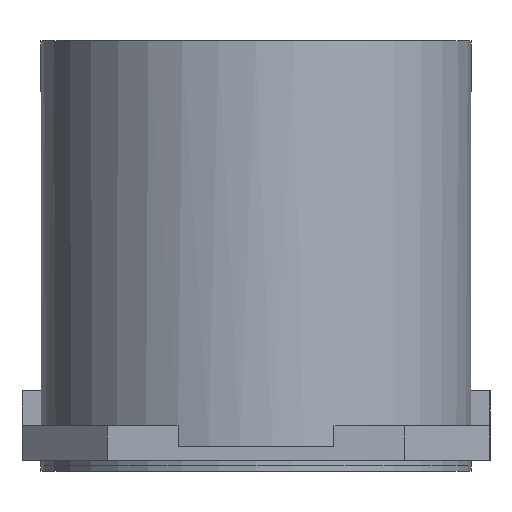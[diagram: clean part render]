
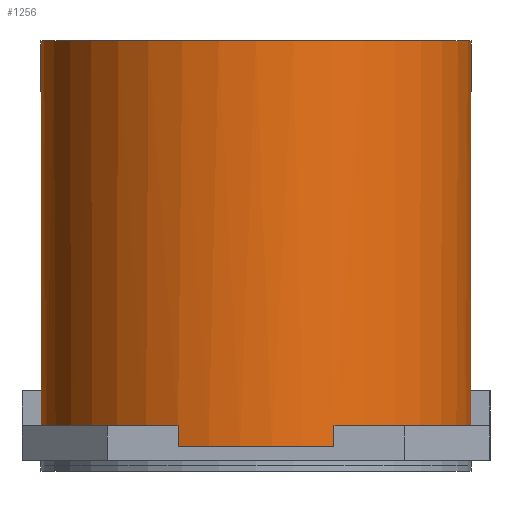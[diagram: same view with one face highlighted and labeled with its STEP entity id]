
A CAD part, left-side view. The second image highlights one B-rep face of the part: STEP entity #1256.
In plain terms, the highlighted cylindrical face has radius 3.125 mm (diameter 6.25 mm), a full revolution.
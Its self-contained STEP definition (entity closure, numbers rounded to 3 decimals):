
#1256 = ADVANCED_FACE('',(#1257),#1420,.T.);
#1257 = FACE_BOUND('',#1258,.T.);
#1258 = EDGE_LOOP('',(#1259,#1270,#1278,#1285,#1286,#1295,#1303,#1312,
    #1320,#1329,#1337,#1346,#1354,#1363,#1371,#1380,#1388,#1397,#1405,
    #1414));
#1259 = ORIENTED_EDGE('',*,*,#1260,.T.);
#1260 = EDGE_CURVE('',#1261,#1263,#1265,.T.);
#1261 = VERTEX_POINT('',#1262);
#1262 = CARTESIAN_POINT('',(2.912,-1.133,0.203));
#1263 = VERTEX_POINT('',#1264);
#1264 = CARTESIAN_POINT('',(3.125,0.,0.203));
#1265 = CIRCLE('',#1266,3.125);
#1266 = AXIS2_PLACEMENT_3D('',#1267,#1268,#1269);
#1267 = CARTESIAN_POINT('',(0.,0.,0.203));
#1268 = DIRECTION('',(0.,0.,1.));
#1269 = DIRECTION('',(1.,0.,-0.));
#1270 = ORIENTED_EDGE('',*,*,#1271,.T.);
#1271 = EDGE_CURVE('',#1263,#1272,#1274,.T.);
#1272 = VERTEX_POINT('',#1273);
#1273 = CARTESIAN_POINT('',(3.125,0.,6.099));
#1274 = LINE('',#1275,#1276);
#1275 = CARTESIAN_POINT('',(3.125,0.,-0.151));
#1276 = VECTOR('',#1277,1.);
#1277 = DIRECTION('',(0.,0.,1.));
#1278 = ORIENTED_EDGE('',*,*,#1279,.F.);
#1279 = EDGE_CURVE('',#1272,#1272,#1280,.T.);
#1280 = CIRCLE('',#1281,3.125);
#1281 = AXIS2_PLACEMENT_3D('',#1282,#1283,#1284);
#1282 = CARTESIAN_POINT('',(0.,0.,6.099));
#1283 = DIRECTION('',(0.,0.,1.));
#1284 = DIRECTION('',(1.,0.,-0.));
#1285 = ORIENTED_EDGE('',*,*,#1271,.F.);
#1286 = ORIENTED_EDGE('',*,*,#1287,.T.);
#1287 = EDGE_CURVE('',#1263,#1288,#1290,.T.);
#1288 = VERTEX_POINT('',#1289);
#1289 = CARTESIAN_POINT('',(2.912,1.133,0.203));
#1290 = CIRCLE('',#1291,3.125);
#1291 = AXIS2_PLACEMENT_3D('',#1292,#1293,#1294);
#1292 = CARTESIAN_POINT('',(0.,0.,0.203));
#1293 = DIRECTION('',(0.,0.,1.));
#1294 = DIRECTION('',(1.,0.,-0.));
#1295 = ORIENTED_EDGE('',*,*,#1296,.T.);
#1296 = EDGE_CURVE('',#1288,#1297,#1299,.T.);
#1297 = VERTEX_POINT('',#1298);
#1298 = CARTESIAN_POINT('',(2.912,1.133,1.017));
#1299 = LINE('',#1300,#1301);
#1300 = CARTESIAN_POINT('',(2.912,1.133,0.203));
#1301 = VECTOR('',#1302,1.);
#1302 = DIRECTION('',(0.,0.,1.));
#1303 = ORIENTED_EDGE('',*,*,#1304,.T.);
#1304 = EDGE_CURVE('',#1297,#1305,#1307,.T.);
#1305 = VERTEX_POINT('',#1306);
#1306 = CARTESIAN_POINT('',(1.133,2.912,1.017));
#1307 = CIRCLE('',#1308,3.125);
#1308 = AXIS2_PLACEMENT_3D('',#1309,#1310,#1311);
#1309 = CARTESIAN_POINT('',(0.,0.,1.017));
#1310 = DIRECTION('',(0.,0.,1.));
#1311 = DIRECTION('',(1.,0.,-0.));
#1312 = ORIENTED_EDGE('',*,*,#1313,.F.);
#1313 = EDGE_CURVE('',#1314,#1305,#1316,.T.);
#1314 = VERTEX_POINT('',#1315);
#1315 = CARTESIAN_POINT('',(1.133,2.912,0.203));
#1316 = LINE('',#1317,#1318);
#1317 = CARTESIAN_POINT('',(1.133,2.912,0.203));
#1318 = VECTOR('',#1319,1.);
#1319 = DIRECTION('',(0.,0.,1.));
#1320 = ORIENTED_EDGE('',*,*,#1321,.T.);
#1321 = EDGE_CURVE('',#1314,#1322,#1324,.T.);
#1322 = VERTEX_POINT('',#1323);
#1323 = CARTESIAN_POINT('',(-1.133,2.912,0.203));
#1324 = CIRCLE('',#1325,3.125);
#1325 = AXIS2_PLACEMENT_3D('',#1326,#1327,#1328);
#1326 = CARTESIAN_POINT('',(0.,0.,0.203));
#1327 = DIRECTION('',(0.,0.,1.));
#1328 = DIRECTION('',(1.,0.,-0.));
#1329 = ORIENTED_EDGE('',*,*,#1330,.T.);
#1330 = EDGE_CURVE('',#1322,#1331,#1333,.T.);
#1331 = VERTEX_POINT('',#1332);
#1332 = CARTESIAN_POINT('',(-1.133,2.912,0.508));
#1333 = LINE('',#1334,#1335);
#1334 = CARTESIAN_POINT('',(-1.133,2.912,0.203));
#1335 = VECTOR('',#1336,1.);
#1336 = DIRECTION('',(0.,0.,1.));
#1337 = ORIENTED_EDGE('',*,*,#1338,.T.);
#1338 = EDGE_CURVE('',#1331,#1339,#1341,.T.);
#1339 = VERTEX_POINT('',#1340);
#1340 = CARTESIAN_POINT('',(-2.912,1.133,0.508));
#1341 = CIRCLE('',#1342,3.125);
#1342 = AXIS2_PLACEMENT_3D('',#1343,#1344,#1345);
#1343 = CARTESIAN_POINT('',(0.,0.,0.508));
#1344 = DIRECTION('',(0.,0.,1.));
#1345 = DIRECTION('',(1.,0.,-0.));
#1346 = ORIENTED_EDGE('',*,*,#1347,.F.);
#1347 = EDGE_CURVE('',#1348,#1339,#1350,.T.);
#1348 = VERTEX_POINT('',#1349);
#1349 = CARTESIAN_POINT('',(-2.912,1.133,0.203));
#1350 = LINE('',#1351,#1352);
#1351 = CARTESIAN_POINT('',(-2.912,1.133,0.203));
#1352 = VECTOR('',#1353,1.);
#1353 = DIRECTION('',(0.,0.,1.));
#1354 = ORIENTED_EDGE('',*,*,#1355,.T.);
#1355 = EDGE_CURVE('',#1348,#1356,#1358,.T.);
#1356 = VERTEX_POINT('',#1357);
#1357 = CARTESIAN_POINT('',(-2.912,-1.133,0.203));
#1358 = CIRCLE('',#1359,3.125);
#1359 = AXIS2_PLACEMENT_3D('',#1360,#1361,#1362);
#1360 = CARTESIAN_POINT('',(0.,0.,0.203));
#1361 = DIRECTION('',(0.,0.,1.));
#1362 = DIRECTION('',(1.,0.,-0.));
#1363 = ORIENTED_EDGE('',*,*,#1364,.T.);
#1364 = EDGE_CURVE('',#1356,#1365,#1367,.T.);
#1365 = VERTEX_POINT('',#1366);
#1366 = CARTESIAN_POINT('',(-2.912,-1.133,0.508));
#1367 = LINE('',#1368,#1369);
#1368 = CARTESIAN_POINT('',(-2.912,-1.133,0.203));
#1369 = VECTOR('',#1370,1.);
#1370 = DIRECTION('',(0.,0.,1.));
#1371 = ORIENTED_EDGE('',*,*,#1372,.T.);
#1372 = EDGE_CURVE('',#1365,#1373,#1375,.T.);
#1373 = VERTEX_POINT('',#1374);
#1374 = CARTESIAN_POINT('',(-1.133,-2.912,0.508));
#1375 = CIRCLE('',#1376,3.125);
#1376 = AXIS2_PLACEMENT_3D('',#1377,#1378,#1379);
#1377 = CARTESIAN_POINT('',(0.,0.,0.508));
#1378 = DIRECTION('',(0.,0.,1.));
#1379 = DIRECTION('',(1.,0.,-0.));
#1380 = ORIENTED_EDGE('',*,*,#1381,.F.);
#1381 = EDGE_CURVE('',#1382,#1373,#1384,.T.);
#1382 = VERTEX_POINT('',#1383);
#1383 = CARTESIAN_POINT('',(-1.133,-2.912,0.203));
#1384 = LINE('',#1385,#1386);
#1385 = CARTESIAN_POINT('',(-1.133,-2.912,0.203));
#1386 = VECTOR('',#1387,1.);
#1387 = DIRECTION('',(0.,0.,1.));
#1388 = ORIENTED_EDGE('',*,*,#1389,.T.);
#1389 = EDGE_CURVE('',#1382,#1390,#1392,.T.);
#1390 = VERTEX_POINT('',#1391);
#1391 = CARTESIAN_POINT('',(1.133,-2.912,0.203));
#1392 = CIRCLE('',#1393,3.125);
#1393 = AXIS2_PLACEMENT_3D('',#1394,#1395,#1396);
#1394 = CARTESIAN_POINT('',(0.,0.,0.203));
#1395 = DIRECTION('',(0.,0.,1.));
#1396 = DIRECTION('',(1.,0.,-0.));
#1397 = ORIENTED_EDGE('',*,*,#1398,.T.);
#1398 = EDGE_CURVE('',#1390,#1399,#1401,.T.);
#1399 = VERTEX_POINT('',#1400);
#1400 = CARTESIAN_POINT('',(1.133,-2.912,1.017));
#1401 = LINE('',#1402,#1403);
#1402 = CARTESIAN_POINT('',(1.133,-2.912,0.203));
#1403 = VECTOR('',#1404,1.);
#1404 = DIRECTION('',(0.,0.,1.));
#1405 = ORIENTED_EDGE('',*,*,#1406,.T.);
#1406 = EDGE_CURVE('',#1399,#1407,#1409,.T.);
#1407 = VERTEX_POINT('',#1408);
#1408 = CARTESIAN_POINT('',(2.912,-1.133,1.017));
#1409 = CIRCLE('',#1410,3.125);
#1410 = AXIS2_PLACEMENT_3D('',#1411,#1412,#1413);
#1411 = CARTESIAN_POINT('',(0.,0.,1.017));
#1412 = DIRECTION('',(0.,0.,1.));
#1413 = DIRECTION('',(1.,0.,-0.));
#1414 = ORIENTED_EDGE('',*,*,#1415,.F.);
#1415 = EDGE_CURVE('',#1261,#1407,#1416,.T.);
#1416 = LINE('',#1417,#1418);
#1417 = CARTESIAN_POINT('',(2.912,-1.133,0.203));
#1418 = VECTOR('',#1419,1.);
#1419 = DIRECTION('',(0.,0.,1.));
#1420 = CYLINDRICAL_SURFACE('',#1421,3.125);
#1421 = AXIS2_PLACEMENT_3D('',#1422,#1423,#1424);
#1422 = CARTESIAN_POINT('',(0.,0.,-0.151));
#1423 = DIRECTION('',(0.,0.,1.));
#1424 = DIRECTION('',(1.,0.,-0.));
